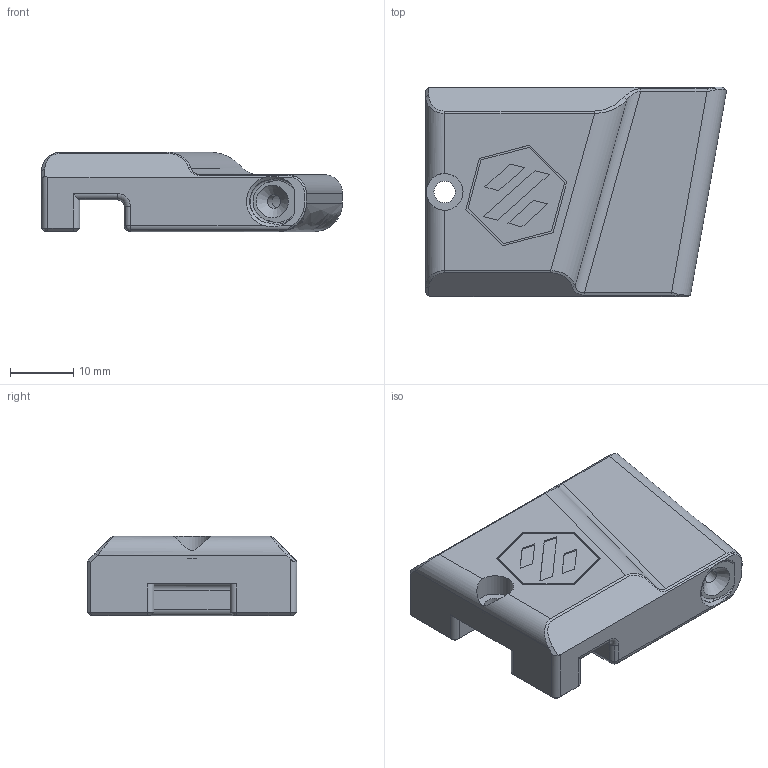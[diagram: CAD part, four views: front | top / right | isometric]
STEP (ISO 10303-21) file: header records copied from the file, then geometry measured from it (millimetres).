
FILE_DESCRIPTION(/* description */ ('Alibre Inc.'),/* implementation_level */ '2;1');
FILE_NAME(/* name */ 'export-C451966B-46B1-4742-BD26-A071E66DCE78',/* time_stamp */ '2022-12-09T17:26:29-08:00',/* author */ (''),/* organization */ (''),/* preprocessor_version */ 'ST-DEVELOPER v17',/* originating_system */ 'Alibre',/* authorisation */ '');
FILE_SCHEMA (('CONFIG_CONTROL_DESIGN'));
Length unit declared in the file: millimetre
Bounding box: 47.4 x 33 x 12.5 mm (x, y, z)
Volume: 13551.7 mm3; surface area: 4980.6 mm2
Topology: 1 solids, 1 shells, 126 faces, 315 edges, 197 vertices
Faces by surface type: plane 68, cylinder 23, bspline 22, cone 8, torus 2, sphere 2, extrusion 1
Full cylindrical faces by diameter (mm): 2.125 x1, 3.4 x1, 4.25 x1, 5.8 x1
Entity records: 6316 total; most frequent: CARTESIAN_POINT 3446, ORIENTED_EDGE 622, DIRECTION 457, EDGE_CURVE 311, VERTEX_POINT 198, VECTOR 193, LINE 192, AXIS2_PLACEMENT_3D 165
